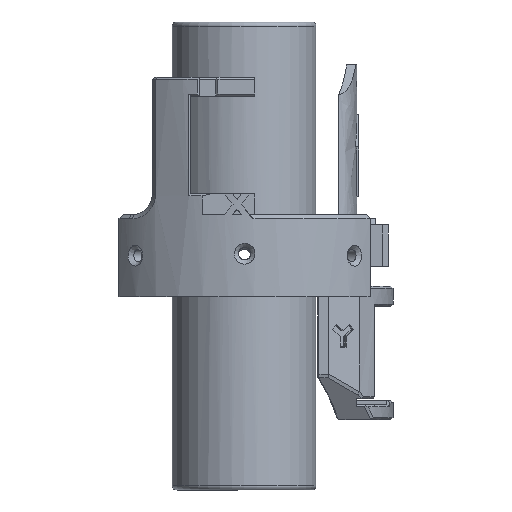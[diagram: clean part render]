
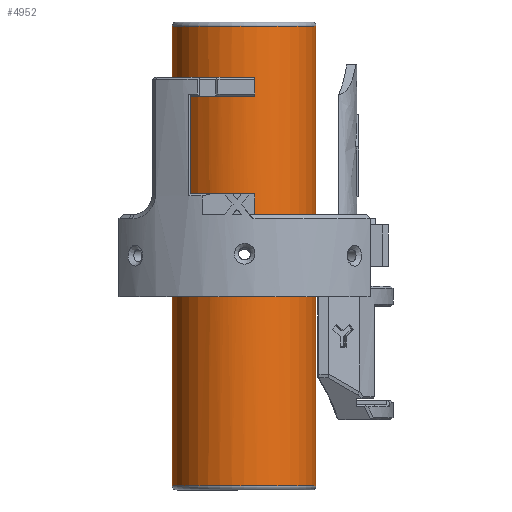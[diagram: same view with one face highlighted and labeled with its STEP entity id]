
A CAD part, left-side view. The second image highlights one B-rep face of the part: STEP entity #4952.
In plain terms, the highlighted cylindrical face has radius 17.5 mm (diameter 35 mm), a full revolution.
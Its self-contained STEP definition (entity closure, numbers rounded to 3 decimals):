
#126=FACE_BOUND('',#1535,.T.);
#127=FACE_BOUND('',#1536,.T.);
#128=FACE_BOUND('',#1537,.T.);
#201=CYLINDRICAL_SURFACE('',#5315,17.5);
#396=LINE('',#9773,#764);
#764=VECTOR('',#6072,17.5);
#1230=FACE_OUTER_BOUND('',#1534,.T.);
#1534=EDGE_LOOP('',(#3956,#3957,#3958,#3959));
#1535=EDGE_LOOP('',(#3960,#3961,#3962,#3963));
#1536=EDGE_LOOP('',(#3964));
#1537=EDGE_LOOP('',(#3965));
#1803=B_SPLINE_CURVE_WITH_KNOTS('',3,(#9752,#9753,#9754,#9755,#9756,#9757,
#9758,#9759,#9760,#9761,#9762,#9763,#9764,#9765,#9766,#9767,#9768),
 .UNSPECIFIED.,.T.,.F.,(4,1,1,1,1,1,1,1,1,1,1,1,1,1,4),(0.,2.166,
4.331,6.497,8.663,10.829,12.994,
14.438,17.326,18.409,21.657,23.823,
25.989,28.155,30.32),.UNSPECIFIED.);
#1804=B_SPLINE_CURVE_WITH_KNOTS('',3,(#9777,#9778,#9779,#9780,#9781,#9782),
 .UNSPECIFIED.,.F.,.F.,(4,1,1,4),(0.,0.421,0.702,
0.982),.UNSPECIFIED.);
#1805=B_SPLINE_CURVE_WITH_KNOTS('',3,(#9784,#9785,#9786,#9787,#9788,#9789,
#9790,#9791),.UNSPECIFIED.,.F.,.F.,(4,1,1,1,1,4),(-1.844,-1.581,
-1.317,-0.79,-0.263,0.),
 .UNSPECIFIED.);
#1806=B_SPLINE_CURVE_WITH_KNOTS('',3,(#9793,#9794,#9795,#9796,#9797,#9798),
 .UNSPECIFIED.,.F.,.F.,(4,1,1,4),(0.,0.421,
0.702,0.982),.UNSPECIFIED.);
#1807=B_SPLINE_CURVE_WITH_KNOTS('',3,(#9799,#9800,#9801,#9802,#9803,#9804,
#9805,#9806,#9807),.UNSPECIFIED.,.F.,.F.,(4,1,1,1,1,1,4),(-1.847,
-1.583,-1.319,-0.792,-0.528,
-0.264,0.),.UNSPECIFIED.);
#1808=B_SPLINE_CURVE_WITH_KNOTS('',3,(#9809,#9810,#9811,#9812,#9813,#9814,
#9815,#9816,#9817,#9818,#9819,#9820,#9821,#9822,#9823,#9824,#9825),
 .UNSPECIFIED.,.T.,.F.,(4,1,1,1,1,1,1,1,1,1,1,1,1,1,4),(0.,3.275,
6.551,9.826,13.102,15.285,19.653,
21.836,26.203,29.479,32.754,36.03,
39.305,42.581,45.856),.UNSPECIFIED.);
#1980=CIRCLE('',#5316,17.5);
#1981=CIRCLE('',#5317,17.5);
#2284=VERTEX_POINT('',#9746);
#2285=VERTEX_POINT('',#9770);
#2286=VERTEX_POINT('',#9772);
#2287=VERTEX_POINT('',#9775);
#2288=VERTEX_POINT('',#9776);
#2289=VERTEX_POINT('',#9783);
#2290=VERTEX_POINT('',#9792);
#2291=VERTEX_POINT('',#9808);
#2881=EDGE_CURVE('',#2284,#2284,#1803,.T.);
#2882=EDGE_CURVE('',#2285,#2285,#1980,.T.);
#2883=EDGE_CURVE('',#2285,#2286,#396,.T.);
#2884=EDGE_CURVE('',#2286,#2286,#1981,.T.);
#2885=EDGE_CURVE('',#2287,#2288,#1804,.T.);
#2886=EDGE_CURVE('',#2289,#2287,#1805,.T.);
#2887=EDGE_CURVE('',#2290,#2289,#1806,.T.);
#2888=EDGE_CURVE('',#2288,#2290,#1807,.T.);
#2889=EDGE_CURVE('',#2291,#2291,#1808,.T.);
#3956=ORIENTED_EDGE('',*,*,#2882,.F.);
#3957=ORIENTED_EDGE('',*,*,#2883,.T.);
#3958=ORIENTED_EDGE('',*,*,#2884,.F.);
#3959=ORIENTED_EDGE('',*,*,#2883,.F.);
#3960=ORIENTED_EDGE('',*,*,#2885,.F.);
#3961=ORIENTED_EDGE('',*,*,#2886,.F.);
#3962=ORIENTED_EDGE('',*,*,#2887,.F.);
#3963=ORIENTED_EDGE('',*,*,#2888,.F.);
#3964=ORIENTED_EDGE('',*,*,#2889,.F.);
#3965=ORIENTED_EDGE('',*,*,#2881,.F.);
#4952=ADVANCED_FACE('',(#1230,#126,#127,#128),#201,.T.);
#5315=AXIS2_PLACEMENT_3D('',#9769,#6068,#6069);
#5316=AXIS2_PLACEMENT_3D('',#9771,#6070,#6071);
#5317=AXIS2_PLACEMENT_3D('',#9774,#6073,#6074);
#6068=DIRECTION('center_axis',(0.,0.,1.));
#6069=DIRECTION('ref_axis',(1.,0.,0.));
#6070=DIRECTION('center_axis',(0.,0.,1.));
#6071=DIRECTION('ref_axis',(1.,0.,0.));
#6072=DIRECTION('',(0.,0.,-1.));
#6073=DIRECTION('center_axis',(0.,0.,-1.));
#6074=DIRECTION('ref_axis',(1.,0.,0.));
#9746=CARTESIAN_POINT('',(8.325,-7.964,14.636));
#9752=CARTESIAN_POINT('Ctrl Pts',(8.325,-7.964,14.636));
#9753=CARTESIAN_POINT('Ctrl Pts',(8.326,-7.965,13.732));
#9754=CARTESIAN_POINT('Ctrl Pts',(8.726,-8.109,11.929));
#9755=CARTESIAN_POINT('Ctrl Pts',(10.352,-8.568,9.802));
#9756=CARTESIAN_POINT('Ctrl Pts',(12.704,-8.926,8.61));
#9757=CARTESIAN_POINT('Ctrl Pts',(15.343,-8.923,8.622));
#9758=CARTESIAN_POINT('Ctrl Pts',(17.686,-8.558,9.833));
#9759=CARTESIAN_POINT('Ctrl Pts',(19.113,-8.156,11.735));
#9760=CARTESIAN_POINT('Ctrl Pts',(19.877,-7.893,14.353));
#9761=CARTESIAN_POINT('Ctrl Pts',(19.521,-8.026,16.687));
#9762=CARTESIAN_POINT('Ctrl Pts',(18.,-8.477,19.212));
#9763=CARTESIAN_POINT('Ctrl Pts',(15.743,-8.927,20.727));
#9764=CARTESIAN_POINT('Ctrl Pts',(12.654,-8.922,20.71));
#9765=CARTESIAN_POINT('Ctrl Pts',(10.321,-8.56,19.488));
#9766=CARTESIAN_POINT('Ctrl Pts',(8.714,-8.105,17.344));
#9767=CARTESIAN_POINT('Ctrl Pts',(8.323,-7.964,15.54));
#9768=CARTESIAN_POINT('Ctrl Pts',(8.325,-7.964,14.636));
#9769=CARTESIAN_POINT('Origin',(14.,8.59,0.));
#9770=CARTESIAN_POINT('',(-3.5,8.59,113.));
#9771=CARTESIAN_POINT('Origin',(14.,8.59,113.));
#9772=CARTESIAN_POINT('',(-3.5,8.59,1.));
#9773=CARTESIAN_POINT('',(-3.5,8.59,0.));
#9774=CARTESIAN_POINT('Origin',(14.,8.59,1.));
#9775=CARTESIAN_POINT('',(6.895,-7.403,61.658));
#9776=CARTESIAN_POINT('',(6.886,-7.399,52.402));
#9777=CARTESIAN_POINT('Ctrl Pts',(6.895,-7.403,61.658));
#9778=CARTESIAN_POINT('Ctrl Pts',(6.246,-7.115,60.486));
#9779=CARTESIAN_POINT('Ctrl Pts',(5.567,-6.742,58.223));
#9780=CARTESIAN_POINT('Ctrl Pts',(5.804,-6.877,54.906));
#9781=CARTESIAN_POINT('Ctrl Pts',(6.455,-7.207,53.185));
#9782=CARTESIAN_POINT('Ctrl Pts',(6.886,-7.399,52.402));
#9783=CARTESIAN_POINT('',(21.105,-7.403,61.658));
#9784=CARTESIAN_POINT('Ctrl Pts',(21.105,-7.403,61.658));
#9785=CARTESIAN_POINT('Ctrl Pts',(20.699,-7.583,62.392));
#9786=CARTESIAN_POINT('Ctrl Pts',(19.669,-8.004,63.705));
#9787=CARTESIAN_POINT('Ctrl Pts',(16.892,-8.789,65.393));
#9788=CARTESIAN_POINT('Ctrl Pts',(12.735,-9.113,65.859));
#9789=CARTESIAN_POINT('Ctrl Pts',(8.857,-8.228,64.374));
#9790=CARTESIAN_POINT('Ctrl Pts',(7.301,-7.583,62.392));
#9791=CARTESIAN_POINT('Ctrl Pts',(6.895,-7.403,61.658));
#9792=CARTESIAN_POINT('',(21.115,-7.399,52.402));
#9793=CARTESIAN_POINT('Ctrl Pts',(21.115,-7.399,52.402));
#9794=CARTESIAN_POINT('Ctrl Pts',(21.762,-7.111,53.576));
#9795=CARTESIAN_POINT('Ctrl Pts',(22.437,-6.74,55.842));
#9796=CARTESIAN_POINT('Ctrl Pts',(22.191,-6.879,59.158));
#9797=CARTESIAN_POINT('Ctrl Pts',(21.538,-7.211,60.876));
#9798=CARTESIAN_POINT('Ctrl Pts',(21.105,-7.403,61.658));
#9799=CARTESIAN_POINT('Ctrl Pts',(6.886,-7.399,52.402));
#9800=CARTESIAN_POINT('Ctrl Pts',(7.292,-7.579,51.666));
#9801=CARTESIAN_POINT('Ctrl Pts',(8.322,-8.,50.352));
#9802=CARTESIAN_POINT('Ctrl Pts',(11.103,-8.791,48.655));
#9803=CARTESIAN_POINT('Ctrl Pts',(14.439,-9.042,48.302));
#9804=CARTESIAN_POINT('Ctrl Pts',(17.595,-8.588,49.072));
#9805=CARTESIAN_POINT('Ctrl Pts',(19.677,-8.004,50.358));
#9806=CARTESIAN_POINT('Ctrl Pts',(20.709,-7.579,51.666));
#9807=CARTESIAN_POINT('Ctrl Pts',(21.115,-7.399,52.402));
#9808=CARTESIAN_POINT('',(5.711,24.002,56.987));
#9809=CARTESIAN_POINT('Ctrl Pts',(5.711,24.002,56.987));
#9810=CARTESIAN_POINT('Ctrl Pts',(5.712,24.003,58.355));
#9811=CARTESIAN_POINT('Ctrl Pts',(6.307,24.34,61.073));
#9812=CARTESIAN_POINT('Ctrl Pts',(8.644,25.346,64.228));
#9813=CARTESIAN_POINT('Ctrl Pts',(12.059,26.12,66.052));
#9814=CARTESIAN_POINT('Ctrl Pts',(15.525,26.121,66.05));
#9815=CARTESIAN_POINT('Ctrl Pts',(19.029,25.466,64.517));
#9816=CARTESIAN_POINT('Ctrl Pts',(21.31,24.531,61.845));
#9817=CARTESIAN_POINT('Ctrl Pts',(22.586,23.832,57.475));
#9818=CARTESIAN_POINT('Ctrl Pts',(21.963,24.215,53.225));
#9819=CARTESIAN_POINT('Ctrl Pts',(19.349,25.352,49.729));
#9820=CARTESIAN_POINT('Ctrl Pts',(15.948,26.118,47.897));
#9821=CARTESIAN_POINT('Ctrl Pts',(12.035,26.12,47.906));
#9822=CARTESIAN_POINT('Ctrl Pts',(8.632,25.34,49.738));
#9823=CARTESIAN_POINT('Ctrl Pts',(6.299,24.337,52.9));
#9824=CARTESIAN_POINT('Ctrl Pts',(5.71,24.001,55.62));
#9825=CARTESIAN_POINT('Ctrl Pts',(5.711,24.002,56.987));
